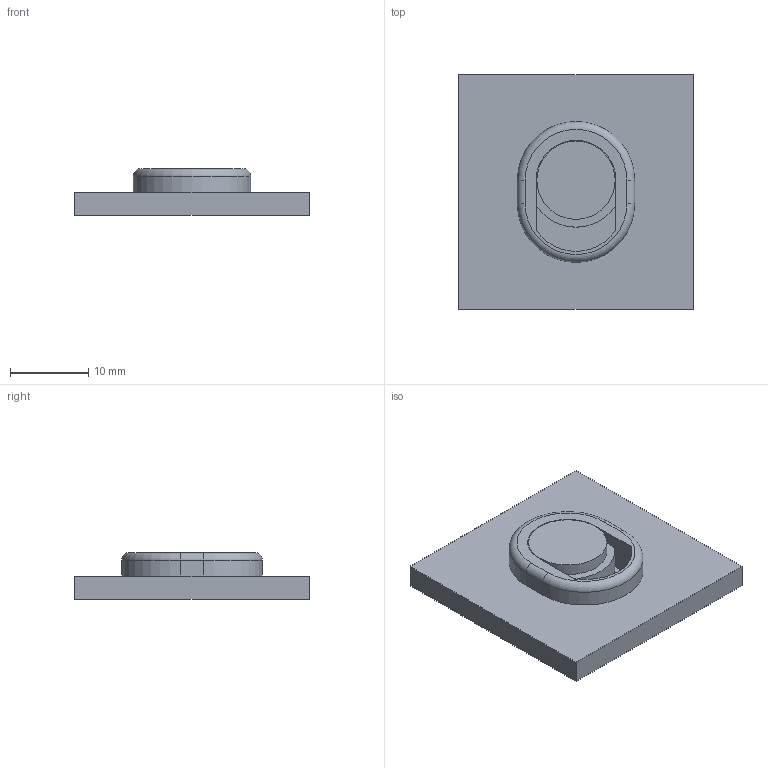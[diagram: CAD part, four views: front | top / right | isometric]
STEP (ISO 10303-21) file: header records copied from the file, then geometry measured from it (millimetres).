
FILE_DESCRIPTION(/* description */ (''),/* implementation_level */ '2;1');
FILE_NAME(/* name */ 'Subsurface Jaw Joint V3 v2.step',/* time_stamp */ '2024-04-17T13:40:56+10:00',/* author */ (''),/* organization */ (''),/* preprocessor_version */ 'ST-DEVELOPER v20',/* originating_system */ 'Autodesk Translation Framework v12.20.1.177',/* authorisation */ '');
FILE_SCHEMA (('AUTOMOTIVE_DESIGN { 1 0 10303 214 3 1 1 }'));
Length unit declared in the file: millimetre
Products named in the file (1): Subsurface Jaw Joint V3
Bounding box: 30 x 30 x 6 mm (x, y, z)
Volume: 3136.6 mm3; surface area: 2905.4 mm2
Topology: 2 solids, 2 shells, 33 faces, 74 edges, 47 vertices
Faces by surface type: plane 19, cylinder 12, torus 2
Full cylindrical faces by diameter (mm): 10 x1
Entity records: 951 total; most frequent: DIRECTION 169, CARTESIAN_POINT 155, ORIENTED_EDGE 148, EDGE_CURVE 74, AXIS2_PLACEMENT_3D 61, LINE 47, VECTOR 47, VERTEX_POINT 47
